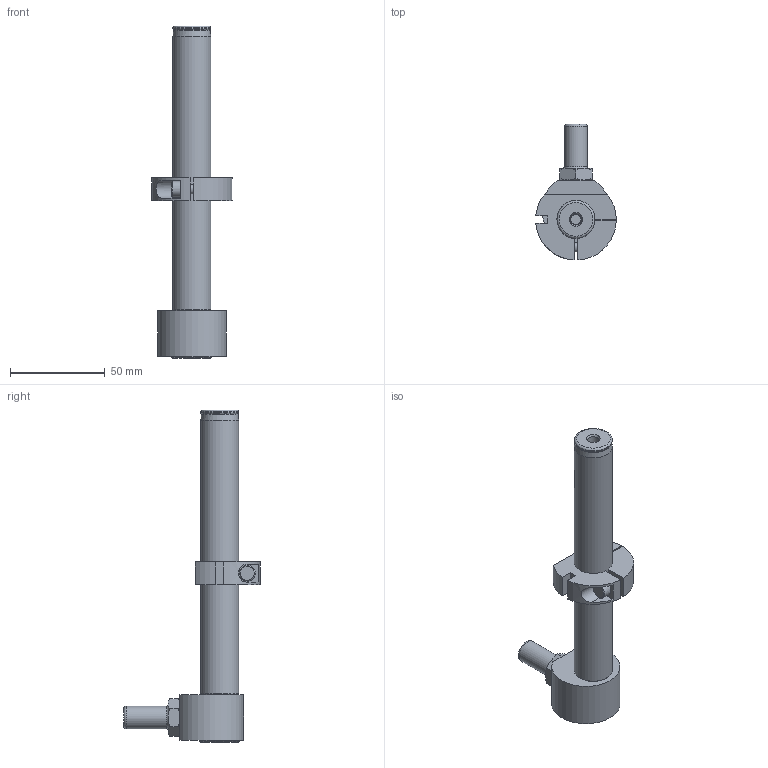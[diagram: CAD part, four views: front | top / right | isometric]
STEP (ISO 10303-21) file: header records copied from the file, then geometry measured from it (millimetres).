
FILE_DESCRIPTION(/* description */ (''),/* implementation_level */ '2;1');
FILE_NAME(/* name */ 'W5190218_stp.stp',/* time_stamp */ '2013-08-13T10:26:34+02:00',/* author */ (''),/* organization */ (''),/* preprocessor_version */ 'ST-DEVELOPER v11',/* originating_system */ 'SIEMENS PLM Software NX 7.5',/* authorisation */ '');
FILE_SCHEMA (('AUTOMOTIVE_DESIGN { 1 0 10303 214 1 1 1 1 }'));
Length unit declared in the file: millimetre
Products named in the file (1): schy7C50geo5
Bounding box: 42.4 x 71.73 x 174.9 mm (x, y, z)
Volume: 84073.1 mm3; surface area: 20869.5 mm2
Topology: 2 solids, 3 shells, 86 faces, 197 edges, 125 vertices
Faces by surface type: plane 44, cone 19, cylinder 16, torus 7
Full cylindrical faces by diameter (mm): 5 x3, 6 x1, 6.6 x1, 8.5 x1, 12 x1, 20 x2, 21 x1
Entity records: 2460 total; most frequent: CARTESIAN_POINT 652, DIRECTION 365, ORIENTED_EDGE 324, EDGE_CURVE 162, AXIS2_PLACEMENT_3D 150, EDGE_LOOP 120, VERTEX_POINT 114, ADVANCED_FACE 86
